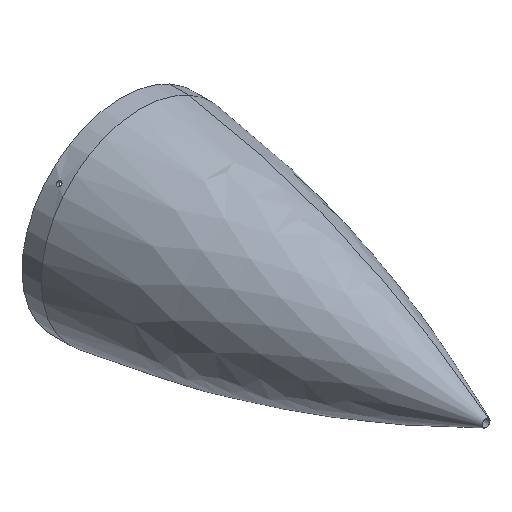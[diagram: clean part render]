
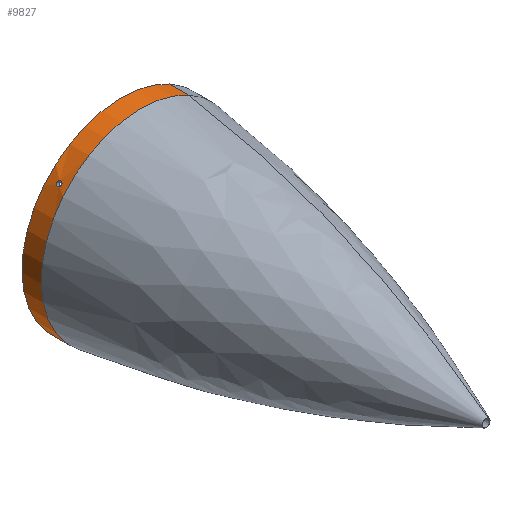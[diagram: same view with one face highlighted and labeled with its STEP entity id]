
A CAD part, isometric view. The second image highlights one B-rep face of the part: STEP entity #9827.
In plain terms, the highlighted cylindrical face has radius 51.988 mm (diameter 103.975 mm), a partial arc.
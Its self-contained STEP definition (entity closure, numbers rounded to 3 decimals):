
#237=CARTESIAN_POINT('Vertex',(24.924,189.779,45.624)) ;
#249=CARTESIAN_POINT('Vertex',(-24.924,189.779,-45.624)) ;
#252=CARTESIAN_POINT('Axis2P3D Location',(0.,189.779,0.)) ;
#276=CARTESIAN_POINT('Axis2P3D Location',(0.,184.779,0.)) ;
#281=CARTESIAN_POINT('Line Origine',(24.924,184.779,45.624)) ;
#285=CARTESIAN_POINT('Vertex',(24.924,179.779,45.624)) ;
#292=CARTESIAN_POINT('Vertex',(-24.924,179.779,-45.624)) ;
#295=CARTESIAN_POINT('Line Origine',(-24.924,184.779,-45.624)) ;
#3838=CARTESIAN_POINT('Axis2P3D Location',(0.,179.779,0.)) ;
#9756=CARTESIAN_POINT('Control Point',(-37.633,183.411,35.868)) ;
#9757=CARTESIAN_POINT('Control Point',(-37.737,183.134,35.759)) ;
#9758=CARTESIAN_POINT('Control Point',(-37.901,182.907,35.585)) ;
#9759=CARTESIAN_POINT('Control Point',(-38.111,182.765,35.361)) ;
#9760=CARTESIAN_POINT('Control Point',(-38.445,182.715,34.998)) ;
#9761=CARTESIAN_POINT('Control Point',(-38.744,182.887,34.665)) ;
#9762=CARTESIAN_POINT('Control Point',(-38.836,182.968,34.562)) ;
#9763=CARTESIAN_POINT('Control Point',(-39.073,183.264,34.295)) ;
#9764=CARTESIAN_POINT('Control Point',(-39.202,183.7,34.146)) ;
#9765=CARTESIAN_POINT('Control Point',(-39.225,184.019,34.119)) ;
#9766=CARTESIAN_POINT('Control Point',(-39.184,184.326,34.167)) ;
#9767=CARTESIAN_POINT('Control Point',(-39.089,184.589,34.275)) ;
#9768=CARTESIAN_POINT('Vertex',(-37.633,183.411,35.868)) ;
#9770=CARTESIAN_POINT('Vertex',(-39.089,184.589,34.275)) ;
#9774=CARTESIAN_POINT('Control Point',(-39.089,184.589,34.275)) ;
#9775=CARTESIAN_POINT('Control Point',(-38.989,184.866,34.389)) ;
#9776=CARTESIAN_POINT('Control Point',(-38.831,185.093,34.568)) ;
#9777=CARTESIAN_POINT('Control Point',(-38.627,185.235,34.798)) ;
#9778=CARTESIAN_POINT('Control Point',(-38.294,185.285,35.163)) ;
#9779=CARTESIAN_POINT('Control Point',(-37.99,185.113,35.489)) ;
#9780=CARTESIAN_POINT('Control Point',(-37.895,185.032,35.591)) ;
#9781=CARTESIAN_POINT('Control Point',(-37.65,184.736,35.85)) ;
#9782=CARTESIAN_POINT('Control Point',(-37.514,184.3,35.993)) ;
#9783=CARTESIAN_POINT('Control Point',(-37.489,183.981,36.018)) ;
#9784=CARTESIAN_POINT('Control Point',(-37.533,183.674,35.972)) ;
#9785=CARTESIAN_POINT('Control Point',(-37.633,183.411,35.868)) ;
#9792=CARTESIAN_POINT('Control Point',(-35.868,183.411,-37.633)) ;
#9793=CARTESIAN_POINT('Control Point',(-35.759,183.134,-37.737)) ;
#9794=CARTESIAN_POINT('Control Point',(-35.585,182.907,-37.901)) ;
#9795=CARTESIAN_POINT('Control Point',(-35.361,182.765,-38.111)) ;
#9796=CARTESIAN_POINT('Control Point',(-34.998,182.715,-38.445)) ;
#9797=CARTESIAN_POINT('Control Point',(-34.665,182.887,-38.744)) ;
#9798=CARTESIAN_POINT('Control Point',(-34.562,182.968,-38.836)) ;
#9799=CARTESIAN_POINT('Control Point',(-34.295,183.264,-39.073)) ;
#9800=CARTESIAN_POINT('Control Point',(-34.146,183.7,-39.202)) ;
#9801=CARTESIAN_POINT('Control Point',(-34.119,184.019,-39.225)) ;
#9802=CARTESIAN_POINT('Control Point',(-34.167,184.326,-39.184)) ;
#9803=CARTESIAN_POINT('Control Point',(-34.275,184.589,-39.089)) ;
#9804=CARTESIAN_POINT('Vertex',(-35.868,183.411,-37.633)) ;
#9806=CARTESIAN_POINT('Vertex',(-34.275,184.589,-39.089)) ;
#9810=CARTESIAN_POINT('Control Point',(-34.275,184.589,-39.089)) ;
#9811=CARTESIAN_POINT('Control Point',(-34.389,184.866,-38.989)) ;
#9812=CARTESIAN_POINT('Control Point',(-34.568,185.093,-38.831)) ;
#9813=CARTESIAN_POINT('Control Point',(-34.798,185.235,-38.627)) ;
#9814=CARTESIAN_POINT('Control Point',(-35.163,185.285,-38.294)) ;
#9815=CARTESIAN_POINT('Control Point',(-35.489,185.113,-37.99)) ;
#9816=CARTESIAN_POINT('Control Point',(-35.591,185.032,-37.895)) ;
#9817=CARTESIAN_POINT('Control Point',(-35.85,184.736,-37.65)) ;
#9818=CARTESIAN_POINT('Control Point',(-35.993,184.3,-37.514)) ;
#9819=CARTESIAN_POINT('Control Point',(-36.018,183.981,-37.489)) ;
#9820=CARTESIAN_POINT('Control Point',(-35.972,183.674,-37.533)) ;
#9821=CARTESIAN_POINT('Control Point',(-35.868,183.411,-37.633)) ;
#253=DIRECTION('Axis2P3D Direction',(0.,-1.,-0.)) ;
#277=DIRECTION('Axis2P3D Direction',(0.,1.,0.)) ;
#278=DIRECTION('Axis2P3D XDirection',(0.479,-0.,0.878)) ;
#282=DIRECTION('Vector Direction',(0.,1.,0.)) ;
#296=DIRECTION('Vector Direction',(0.,1.,0.)) ;
#3839=DIRECTION('Axis2P3D Direction',(0.,1.,0.)) ;
#254=AXIS2_PLACEMENT_3D('Circle Axis2P3D',#252,#253,$) ;
#279=AXIS2_PLACEMENT_3D('Cylinder Axis2P3D',#276,#277,#278) ;
#3840=AXIS2_PLACEMENT_3D('Circle Axis2P3D',#3838,#3839,$) ;
#9750=ORIENTED_EDGE('',*,*,#299,.F.) ;
#9751=ORIENTED_EDGE('',*,*,#3842,.T.) ;
#9752=ORIENTED_EDGE('',*,*,#287,.T.) ;
#9753=ORIENTED_EDGE('',*,*,#256,.F.) ;
#9788=ORIENTED_EDGE('',*,*,#9772,.T.) ;
#9789=ORIENTED_EDGE('',*,*,#9786,.T.) ;
#9824=ORIENTED_EDGE('',*,*,#9808,.T.) ;
#9825=ORIENTED_EDGE('',*,*,#9822,.T.) ;
#9790=FACE_BOUND('',#9787,.T.) ;
#9826=FACE_BOUND('',#9823,.T.) ;
#283=VECTOR('Line Direction',#282,1.) ;
#297=VECTOR('Line Direction',#296,1.) ;
#9827=ADVANCED_FACE('Corps principal',(#9754,#9790,#9826),#280,.T.) ;
#9755=B_SPLINE_CURVE_WITH_KNOTS('',5,(#9756,#9757,#9758,#9759,#9760,#9761,#9762,#9763,#9764,#9765,#9766,#9767),.UNSPECIFIED.,.F.,.U.,(6,3,3,6),(0.,2.225,3.341,5.463),.UNSPECIFIED.) ;
#9773=B_SPLINE_CURVE_WITH_KNOTS('',5,(#9774,#9775,#9776,#9777,#9778,#9779,#9780,#9781,#9782,#9783,#9784,#9785),.UNSPECIFIED.,.F.,.U.,(6,3,3,6),(0.,2.225,3.341,5.463),.UNSPECIFIED.) ;
#9791=B_SPLINE_CURVE_WITH_KNOTS('',5,(#9792,#9793,#9794,#9795,#9796,#9797,#9798,#9799,#9800,#9801,#9802,#9803),.UNSPECIFIED.,.F.,.U.,(6,3,3,6),(0.,2.225,3.341,5.463),.UNSPECIFIED.) ;
#9809=B_SPLINE_CURVE_WITH_KNOTS('',5,(#9810,#9811,#9812,#9813,#9814,#9815,#9816,#9817,#9818,#9819,#9820,#9821),.UNSPECIFIED.,.F.,.U.,(6,3,3,6),(0.,2.225,3.341,5.463),.UNSPECIFIED.) ;
#255=CIRCLE('generated circle',#254,51.988) ;
#3841=CIRCLE('generated circle',#3840,51.988) ;
#280=CYLINDRICAL_SURFACE('generated cylinder',#279,51.988) ;
#256=EDGE_CURVE('',#250,#238,#255,.F.) ;
#287=EDGE_CURVE('',#286,#238,#284,.T.) ;
#299=EDGE_CURVE('',#293,#250,#298,.T.) ;
#3842=EDGE_CURVE('',#293,#286,#3841,.T.) ;
#9772=EDGE_CURVE('',#9769,#9771,#9755,.T.) ;
#9786=EDGE_CURVE('',#9771,#9769,#9773,.T.) ;
#9808=EDGE_CURVE('',#9805,#9807,#9791,.T.) ;
#9822=EDGE_CURVE('',#9807,#9805,#9809,.T.) ;
#9749=EDGE_LOOP('',(#9750,#9751,#9752,#9753)) ;
#9787=EDGE_LOOP('',(#9788,#9789)) ;
#9823=EDGE_LOOP('',(#9824,#9825)) ;
#9754=FACE_OUTER_BOUND('',#9749,.T.) ;
#284=LINE('Line',#281,#283) ;
#298=LINE('Line',#295,#297) ;
#238=VERTEX_POINT('',#237) ;
#250=VERTEX_POINT('',#249) ;
#286=VERTEX_POINT('',#285) ;
#293=VERTEX_POINT('',#292) ;
#9769=VERTEX_POINT('',#9768) ;
#9771=VERTEX_POINT('',#9770) ;
#9805=VERTEX_POINT('',#9804) ;
#9807=VERTEX_POINT('',#9806) ;
